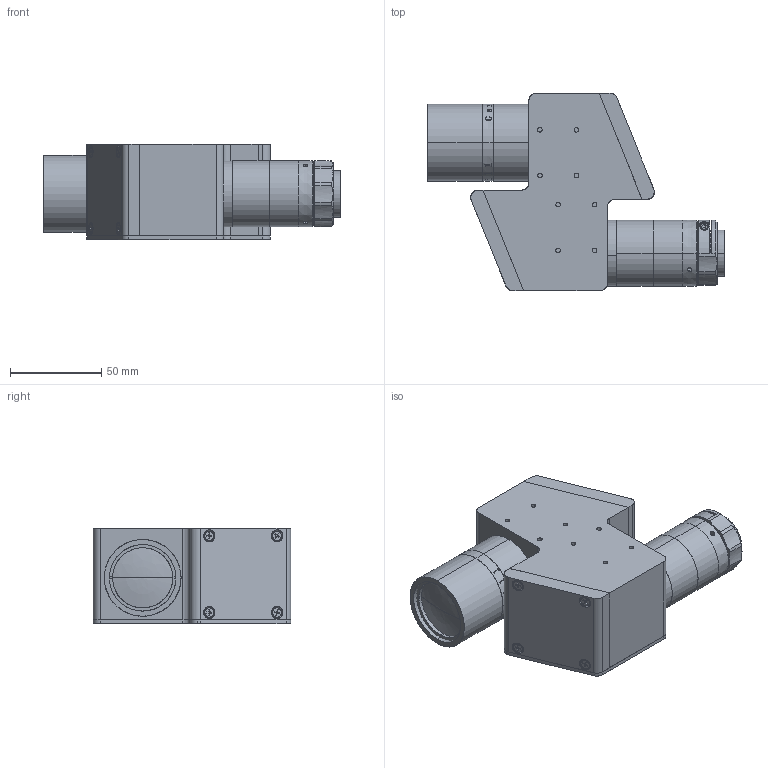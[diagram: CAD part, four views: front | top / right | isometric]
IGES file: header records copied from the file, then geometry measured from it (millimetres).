
Start section: SolidWorks IGES file using analytic representation for surfaces
Global section: file name: XF-MH08X329.IGS; native system: SolidWorks 2014; preprocessor: SolidWorks 2014; author: canrill-02; date: 200414.114703; units: millimetre
Bounding box: 162.47 x 108 x 52 mm (x, y, z)
Surface area: 56152.2 mm2 (no closed solid volume)
Topology: 0 solids, 0 shells, 434 faces, 7762 edges, 7759 vertices
Faces by surface type: bspline 218, revolution 216
